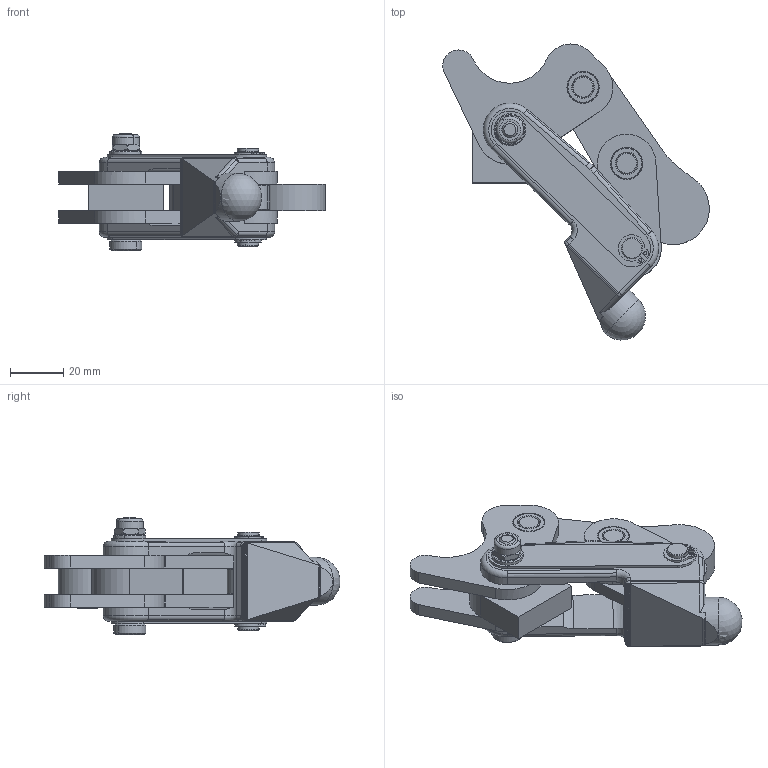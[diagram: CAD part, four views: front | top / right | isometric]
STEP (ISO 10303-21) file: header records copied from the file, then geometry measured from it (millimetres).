
FILE_DESCRIPTION((''),'2;1');
FILE_NAME('613-opened.stp','2005-09-28T09:52:50',('Kysilko'),(''),'Autodesk Inventor 8','Autodesk Inventor 8','');
FILE_SCHEMA(('AUTOMOTIVE_DESIGN { 1 0 10303 214 1 1 1 1 }'));
Length unit declared in the file: millimetre
Products named in the file (1): Part17
Bounding box: 100.24 x 111.27 x 44 mm (x, y, z)
Volume: 87136.1 mm3; surface area: 29772.9 mm2
Topology: 1 solids, 12 shells, 2215 faces, 6299 edges, 4089 vertices
Faces by surface type: plane 1413, cylinder 553, bspline 120, cone 112, torus 12, sphere 5
Entity records: 72102 total; most frequent: CARTESIAN_POINT 18071, ORIENTED_EDGE 12582, DIRECTION 10676, EDGE_CURVE 6291, VERTEX_POINT 4087, AXIS2_PLACEMENT_3D 3923, VECTOR 2830, LINE 2830
